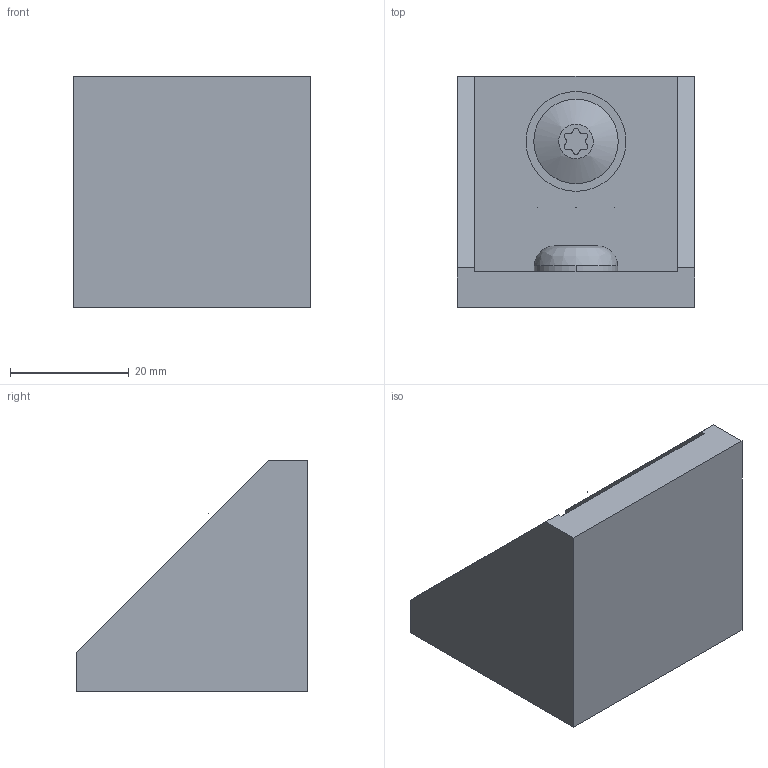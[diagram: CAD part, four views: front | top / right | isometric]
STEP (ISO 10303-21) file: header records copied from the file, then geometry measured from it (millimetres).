
FILE_DESCRIPTION (( 'STEP AP214' ), '1' );
FILE_NAME ('-72681002', '2019-02-04T10:22:13', ( '' ), ('JUGARD+KÜNSTNER GmbH'), 'SwSTEP 2.0', 'SolidWorks 2017', '' );
FILE_SCHEMA (( 'AUTOMOTIVE_DESIGN' ));
Length unit declared in the file: millimetre
Products named in the file (1): -72681002_CNAJF00
Bounding box: 40 x 39 x 39 mm (x, y, z)
Surface area: 9676 mm2 (no closed solid volume)
Topology: 0 solids, 25 shells, 72 faces, 197 edges, 155 vertices
Faces by surface type: plane 40, cylinder 21, cone 8, bspline 3
Entity records: 2572 total; most frequent: CARTESIAN_POINT 616, DIRECTION 363, ORIENTED_EDGE 318, EDGE_CURVE 195, VERTEX_POINT 155, AXIS2_PLACEMENT_3D 122, VECTOR 119, LINE 119
